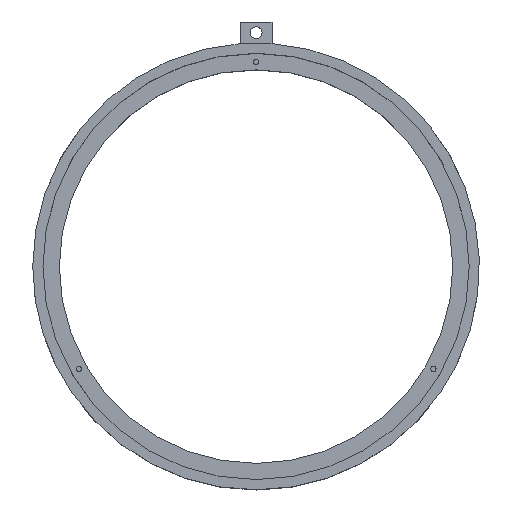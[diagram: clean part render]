
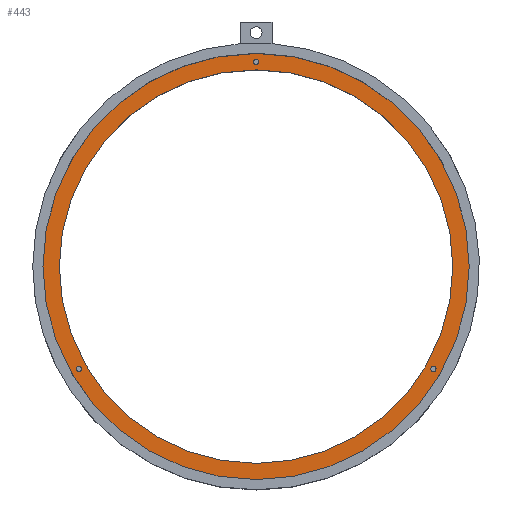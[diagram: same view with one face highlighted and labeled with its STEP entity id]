
A CAD part, top view. The second image highlights one B-rep face of the part: STEP entity #443.
In plain terms, the highlighted planar face has unit normal (0, 0, 1).
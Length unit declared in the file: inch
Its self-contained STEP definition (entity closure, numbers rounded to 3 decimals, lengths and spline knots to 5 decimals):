
#66 = EDGE_CURVE ( 'NONE', #67, #68, #3913, .T. ) ;
#67 = VERTEX_POINT ( 'NONE', #3963 ) ;
#68 = VERTEX_POINT ( 'NONE', #3962 ) ;
#153 = EDGE_CURVE ( 'NONE', #154, #155, #1394, .T. ) ;
#154 = VERTEX_POINT ( 'NONE', #1389 ) ;
#155 = VERTEX_POINT ( 'NONE', #1388 ) ;
#284 = EDGE_CURVE ( 'NONE', #155, #154, #1881, .T. ) ;
#443 = ADVANCED_FACE ( 'NONE', ( #2112, #2109, #2108, #2107, #2106 ), #2105, .T. ) ;
#444 = EDGE_LOOP ( 'NONE', ( #445, #447 ) ) ;
#445 = ORIENTED_EDGE ( 'NONE', *, *, #446, .F. ) ;
#446 = EDGE_CURVE ( 'NONE', #955, #952, #2058, .T. ) ;
#447 = ORIENTED_EDGE ( 'NONE', *, *, #954, .F. ) ;
#448 = EDGE_LOOP ( 'NONE', ( #449, #451 ) ) ;
#449 = ORIENTED_EDGE ( 'NONE', *, *, #450, .F. ) ;
#450 = EDGE_CURVE ( 'NONE', #1050, #1047, #2054, .T. ) ;
#451 = ORIENTED_EDGE ( 'NONE', *, *, #1049, .F. ) ;
#452 = EDGE_LOOP ( 'NONE', ( #453, #455 ) ) ;
#453 = ORIENTED_EDGE ( 'NONE', *, *, #454, .F. ) ;
#454 = EDGE_CURVE ( 'NONE', #1078, #1077, #1982, .T. ) ;
#455 = ORIENTED_EDGE ( 'NONE', *, *, #934, .F. ) ;
#456 = EDGE_LOOP ( 'NONE', ( #457, #459 ) ) ;
#457 = ORIENTED_EDGE ( 'NONE', *, *, #458, .T. ) ;
#458 = EDGE_CURVE ( 'NONE', #68, #67, #1977, .T. ) ;
#459 = ORIENTED_EDGE ( 'NONE', *, *, #66, .T. ) ;
#460 = EDGE_LOOP ( 'NONE', ( #461, #462 ) ) ;
#461 = ORIENTED_EDGE ( 'NONE', *, *, #284, .T. ) ;
#462 = ORIENTED_EDGE ( 'NONE', *, *, #153, .T. ) ;
#934 = EDGE_CURVE ( 'NONE', #1077, #1078, #3023, .T. ) ;
#952 = VERTEX_POINT ( 'NONE', #3408 ) ;
#954 = EDGE_CURVE ( 'NONE', #952, #955, #3357, .T. ) ;
#955 = VERTEX_POINT ( 'NONE', #3398 ) ;
#1047 = VERTEX_POINT ( 'NONE', #3621 ) ;
#1049 = EDGE_CURVE ( 'NONE', #1047, #1050, #3659, .T. ) ;
#1050 = VERTEX_POINT ( 'NONE', #3655 ) ;
#1077 = VERTEX_POINT ( 'NONE', #3731 ) ;
#1078 = VERTEX_POINT ( 'NONE', #3730 ) ;
#1388 = CARTESIAN_POINT ( 'NONE',  ( 0., 4.625, -2.375 ) ) ;
#1389 = CARTESIAN_POINT ( 'NONE',  ( 0., -4.625, -2.375 ) ) ;
#1390 = DIRECTION ( 'NONE',  ( 1., 0., 0. ) ) ;
#1391 = DIRECTION ( 'NONE',  ( 0., 0., -1. ) ) ;
#1392 = CARTESIAN_POINT ( 'NONE',  ( 0., 0., -2.375 ) ) ;
#1393 = AXIS2_PLACEMENT_3D ( 'NONE', #1392, #1391, #1390 ) ;
#1394 = CIRCLE ( 'NONE', #1393, 4.625 ) ;
#1804 = DIRECTION ( 'NONE',  ( 1., 0., 0. ) ) ;
#1805 = DIRECTION ( 'NONE',  ( 0., 0., -1. ) ) ;
#1879 = CARTESIAN_POINT ( 'NONE',  ( 0., 0., -2.375 ) ) ;
#1880 = AXIS2_PLACEMENT_3D ( 'NONE', #1879, #1805, #1804 ) ;
#1881 = CIRCLE ( 'NONE', #1880, 4.625 ) ;
#1973 = DIRECTION ( 'NONE',  ( 1., 0., 0. ) ) ;
#1974 = DIRECTION ( 'NONE',  ( 0., 0., 1. ) ) ;
#1975 = CARTESIAN_POINT ( 'NONE',  ( 0., 0., -2.375 ) ) ;
#1976 = AXIS2_PLACEMENT_3D ( 'NONE', #1975, #1974, #1973 ) ;
#1977 = CIRCLE ( 'NONE', #1976, 5.01 ) ;
#1978 = DIRECTION ( 'NONE',  ( 1., 0., 0. ) ) ;
#1979 = DIRECTION ( 'NONE',  ( 0., 0., 1. ) ) ;
#1980 = CARTESIAN_POINT ( 'NONE',  ( 0., 4.8125, -2.375 ) ) ;
#1981 = AXIS2_PLACEMENT_3D ( 'NONE', #1980, #1979, #1978 ) ;
#1982 = CIRCLE ( 'NONE', #1981, 0.06235 ) ;
#1983 = DIRECTION ( 'NONE',  ( -0.5, 0.866, 0. ) ) ;
#1984 = DIRECTION ( 'NONE',  ( 0., 0., 1. ) ) ;
#1985 = CARTESIAN_POINT ( 'NONE',  ( -4.16775, -2.40625, -2.375 ) ) ;
#1986 = AXIS2_PLACEMENT_3D ( 'NONE', #1985, #1984, #1983 ) ;
#2054 = CIRCLE ( 'NONE', #1986, 0.06235 ) ;
#2055 = DIRECTION ( 'NONE',  ( -0.5, -0.866, 0. ) ) ;
#2056 = DIRECTION ( 'NONE',  ( 0., 0., 1. ) ) ;
#2057 = AXIS2_PLACEMENT_3D ( 'NONE', #2063, #2056, #2055 ) ;
#2058 = CIRCLE ( 'NONE', #2057, 0.06235 ) ;
#2059 = DIRECTION ( 'NONE',  ( 1., 0., 0. ) ) ;
#2060 = DIRECTION ( 'NONE',  ( 0., 0., 1. ) ) ;
#2061 = CARTESIAN_POINT ( 'NONE',  ( 0., 0., -2.375 ) ) ;
#2062 = AXIS2_PLACEMENT_3D ( 'NONE', #2061, #2060, #2059 ) ;
#2063 = CARTESIAN_POINT ( 'NONE',  ( 4.16775, -2.40625, -2.375 ) ) ;
#2105 = PLANE ( 'NONE',  #2062 ) ;
#2106 = FACE_BOUND ( 'NONE', #460, .T. ) ;
#2107 = FACE_OUTER_BOUND ( 'NONE', #456, .T. ) ;
#2108 = FACE_BOUND ( 'NONE', #452, .T. ) ;
#2109 = FACE_BOUND ( 'NONE', #448, .T. ) ;
#2112 = FACE_BOUND ( 'NONE', #444, .T. ) ;
#3019 = DIRECTION ( 'NONE',  ( 1., 0., 0. ) ) ;
#3020 = DIRECTION ( 'NONE',  ( 0., 0., 1. ) ) ;
#3021 = CARTESIAN_POINT ( 'NONE',  ( 0., 4.8125, -2.375 ) ) ;
#3022 = AXIS2_PLACEMENT_3D ( 'NONE', #3021, #3020, #3019 ) ;
#3023 = CIRCLE ( 'NONE', #3022, 0.06235 ) ;
#3271 = DIRECTION ( 'NONE',  ( -0.5, -0.866, 0. ) ) ;
#3272 = AXIS2_PLACEMENT_3D ( 'NONE', #3465, #3284, #3271 ) ;
#3284 = DIRECTION ( 'NONE',  ( 0., 0., 1. ) ) ;
#3357 = CIRCLE ( 'NONE', #3272, 0.06235 ) ;
#3398 = CARTESIAN_POINT ( 'NONE',  ( 4.2301, -2.40625, -2.375 ) ) ;
#3408 = CARTESIAN_POINT ( 'NONE',  ( 4.1054, -2.40625, -2.375 ) ) ;
#3465 = CARTESIAN_POINT ( 'NONE',  ( 4.16775, -2.40625, -2.375 ) ) ;
#3620 = CARTESIAN_POINT ( 'NONE',  ( -4.16775, -2.40625, -2.375 ) ) ;
#3621 = CARTESIAN_POINT ( 'NONE',  ( -4.2301, -2.40625, -2.375 ) ) ;
#3655 = CARTESIAN_POINT ( 'NONE',  ( -4.1054, -2.40625, -2.375 ) ) ;
#3656 = DIRECTION ( 'NONE',  ( -0.5, 0.866, 0. ) ) ;
#3657 = DIRECTION ( 'NONE',  ( 0., 0., 1. ) ) ;
#3658 = AXIS2_PLACEMENT_3D ( 'NONE', #3620, #3657, #3656 ) ;
#3659 = CIRCLE ( 'NONE', #3658, 0.06235 ) ;
#3730 = CARTESIAN_POINT ( 'NONE',  ( 0.06235, 4.8125, -2.375 ) ) ;
#3731 = CARTESIAN_POINT ( 'NONE',  ( -0.06235, 4.8125, -2.375 ) ) ;
#3913 = CIRCLE ( 'NONE', #3967, 5.01 ) ;
#3962 = CARTESIAN_POINT ( 'NONE',  ( 5.01, 0., -2.375 ) ) ;
#3963 = CARTESIAN_POINT ( 'NONE',  ( -5.01, 0., -2.375 ) ) ;
#3964 = DIRECTION ( 'NONE',  ( 1., 0., 0. ) ) ;
#3965 = DIRECTION ( 'NONE',  ( 0., 0., 1. ) ) ;
#3966 = CARTESIAN_POINT ( 'NONE',  ( 0., 0., -2.375 ) ) ;
#3967 = AXIS2_PLACEMENT_3D ( 'NONE', #3966, #3965, #3964 ) ;
